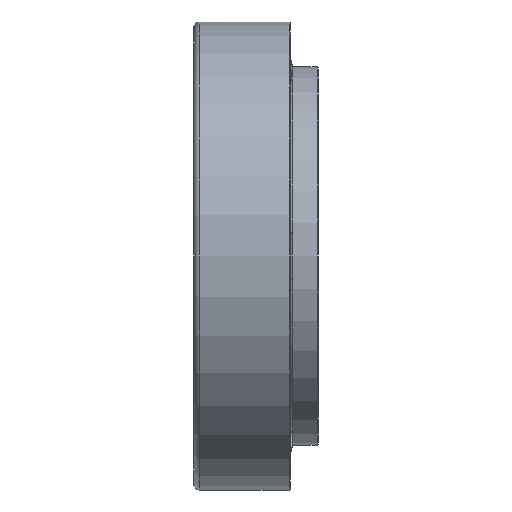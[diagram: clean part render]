
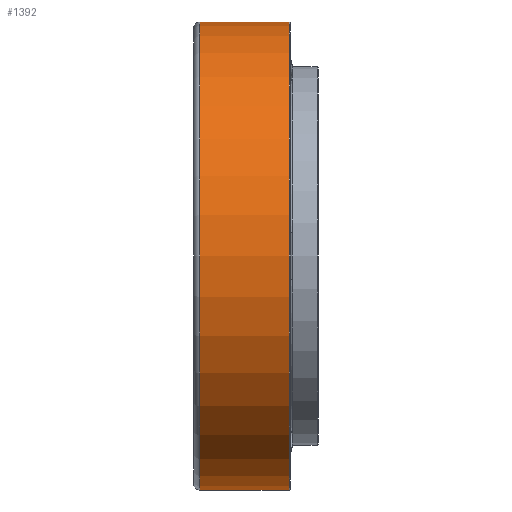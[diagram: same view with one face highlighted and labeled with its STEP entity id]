
A CAD part, front view. The second image highlights one B-rep face of the part: STEP entity #1392.
In plain terms, the highlighted cylindrical face has radius 37.5 mm (diameter 75 mm), a partial arc.
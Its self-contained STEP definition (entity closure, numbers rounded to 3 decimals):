
#26 = DIRECTION ( 'NONE',  ( -1., 0., 0. ) ) ;
#228 = ORIENTED_EDGE ( 'NONE', *, *, #2115, .F. ) ;
#342 = EDGE_CURVE ( 'NONE', #1121, #683, #803, .T. ) ;
#394 = CARTESIAN_POINT ( 'NONE',  ( 0., 0., 0. ) ) ;
#411 = DIRECTION ( 'NONE',  ( -1., 0., 0. ) ) ;
#507 = CYLINDRICAL_SURFACE ( 'NONE', #913, 37.5 ) ;
#632 = CARTESIAN_POINT ( 'NONE',  ( 0., 0., 37.5 ) ) ;
#643 = CARTESIAN_POINT ( 'NONE',  ( 15.3, 0., 0. ) ) ;
#644 = CARTESIAN_POINT ( 'NONE',  ( 1., 0., 0. ) ) ;
#647 = ORIENTED_EDGE ( 'NONE', *, *, #342, .T. ) ;
#663 = DIRECTION ( 'NONE',  ( 0., 0., 1. ) ) ;
#677 = DIRECTION ( 'NONE',  ( 0., 0., 1. ) ) ;
#683 = VERTEX_POINT ( 'NONE', #1071 ) ;
#745 = AXIS2_PLACEMENT_3D ( 'NONE', #644, #1481, #1963 ) ;
#786 = CARTESIAN_POINT ( 'NONE',  ( 1., 0., -37.5 ) ) ;
#790 = VERTEX_POINT ( 'NONE', #786 ) ;
#803 = LINE ( 'NONE', #632, #1274 ) ;
#859 = EDGE_CURVE ( 'NONE', #2034, #1121, #1977, .T. ) ;
#913 = AXIS2_PLACEMENT_3D ( 'NONE', #394, #26, #677 ) ;
#1049 = AXIS2_PLACEMENT_3D ( 'NONE', #643, #1944, #663 ) ;
#1071 = CARTESIAN_POINT ( 'NONE',  ( 1., 0., 37.5 ) ) ;
#1121 = VERTEX_POINT ( 'NONE', #2094 ) ;
#1194 = VECTOR ( 'NONE', #411, 1000. ) ;
#1220 = LINE ( 'NONE', #1884, #1194 ) ;
#1274 = VECTOR ( 'NONE', #1442, 1000. ) ;
#1392 = ADVANCED_FACE ( 'NONE', ( #1678 ), #507, .T. ) ;
#1442 = DIRECTION ( 'NONE',  ( -1., 0., 0. ) ) ;
#1453 = CIRCLE ( 'NONE', #745, 37.5 ) ;
#1481 = DIRECTION ( 'NONE',  ( -1., 0., 0. ) ) ;
#1636 = ORIENTED_EDGE ( 'NONE', *, *, #1936, .F. ) ;
#1678 = FACE_OUTER_BOUND ( 'NONE', #1859, .T. ) ;
#1859 = EDGE_LOOP ( 'NONE', ( #228, #1972, #647, #1636 ) ) ;
#1884 = CARTESIAN_POINT ( 'NONE',  ( 0., 0., -37.5 ) ) ;
#1936 = EDGE_CURVE ( 'NONE', #790, #683, #1453, .T. ) ;
#1944 = DIRECTION ( 'NONE',  ( -1., 0., 0. ) ) ;
#1963 = DIRECTION ( 'NONE',  ( 0., 0., 1. ) ) ;
#1972 = ORIENTED_EDGE ( 'NONE', *, *, #859, .T. ) ;
#1977 = CIRCLE ( 'NONE', #1049, 37.5 ) ;
#2030 = CARTESIAN_POINT ( 'NONE',  ( 15.3, 0., -37.5 ) ) ;
#2034 = VERTEX_POINT ( 'NONE', #2030 ) ;
#2094 = CARTESIAN_POINT ( 'NONE',  ( 15.3, 0., 37.5 ) ) ;
#2115 = EDGE_CURVE ( 'NONE', #2034, #790, #1220, .T. ) ;
